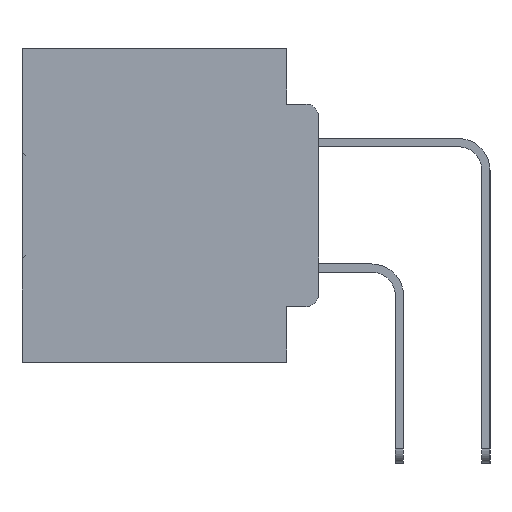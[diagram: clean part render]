
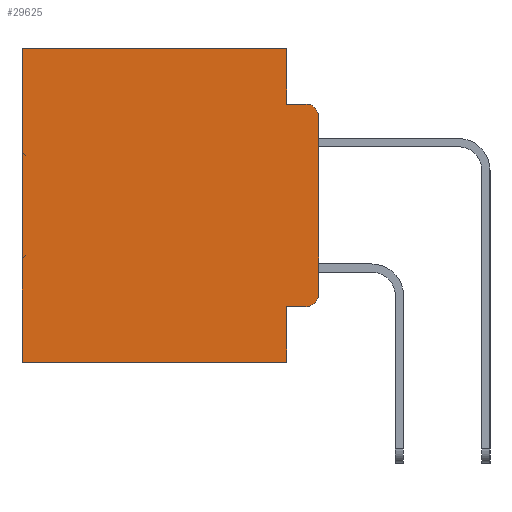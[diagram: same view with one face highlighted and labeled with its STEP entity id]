
A CAD part, left-side view. The second image highlights one B-rep face of the part: STEP entity #29625.
In plain terms, the highlighted planar face has unit normal (-1, 0, 0).
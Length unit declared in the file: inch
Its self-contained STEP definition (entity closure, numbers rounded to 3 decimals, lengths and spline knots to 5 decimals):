
#10 = VERTEX_POINT ( 'NONE', #34296 ) ;
#1571 = VERTEX_POINT ( 'NONE', #6527 ) ;
#1819 = ORIENTED_EDGE ( 'NONE', *, *, #31398, .T. ) ;
#2708 = CARTESIAN_POINT ( 'NONE',  ( 0.298, 0.051, -0.4115 ) ) ;
#2760 = AXIS2_PLACEMENT_3D ( 'NONE', #3162, #22191, #5889 ) ;
#3162 = CARTESIAN_POINT ( 'NONE',  ( 0.298, 0.02, -0.1085 ) ) ;
#3524 = EDGE_CURVE ( 'NONE', #22063, #10, #22314, .T. ) ;
#4839 = DIRECTION ( 'NONE',  ( 0., 1., 0. ) ) ;
#5704 = CARTESIAN_POINT ( 'NONE',  ( 0.298, 0.02, -0.4115 ) ) ;
#5735 = CIRCLE ( 'NONE', #10216, 0.02 ) ;
#5889 = DIRECTION ( 'NONE',  ( 0., 0., -1. ) ) ;
#6527 = CARTESIAN_POINT ( 'NONE',  ( 0.298, 0.02, -0.0885 ) ) ;
#6674 = VECTOR ( 'NONE', #9501, 39.37008 ) ;
#6792 = DIRECTION ( 'NONE',  ( 1., 0., 0. ) ) ;
#7105 = DIRECTION ( 'NONE',  ( 0., 0., -1. ) ) ;
#7784 = CARTESIAN_POINT ( 'NONE',  ( 0.298, 0.051, 0. ) ) ;
#7840 = VECTOR ( 'NONE', #7105, 39.37008 ) ;
#9158 = VERTEX_POINT ( 'NONE', #29205 ) ;
#9501 = DIRECTION ( 'NONE',  ( 0., -1., 0. ) ) ;
#9642 = EDGE_CURVE ( 'NONE', #30750, #10, #5735, .T. ) ;
#9805 = CARTESIAN_POINT ( 'NONE',  ( 0.298, 0., 0. ) ) ;
#10156 = DIRECTION ( 'NONE',  ( 0., 1., 0. ) ) ;
#10216 = AXIS2_PLACEMENT_3D ( 'NONE', #15103, #33906, #17836 ) ;
#10218 = LINE ( 'NONE', #31645, #23859 ) ;
#10916 = DIRECTION ( 'NONE',  ( 0., 0., -1. ) ) ;
#10966 = EDGE_CURVE ( 'NONE', #13737, #9158, #12790, .T. ) ;
#11360 = CARTESIAN_POINT ( 'NONE',  ( 0.298, 0.051, 0. ) ) ;
#11435 = EDGE_CURVE ( 'NONE', #30465, #30750, #10218, .T. ) ;
#12790 = LINE ( 'NONE', #23839, #21810 ) ;
#13656 = LINE ( 'NONE', #29021, #27261 ) ;
#13730 = CIRCLE ( 'NONE', #2760, 0.02 ) ;
#13737 = VERTEX_POINT ( 'NONE', #11360 ) ;
#13786 = VECTOR ( 'NONE', #10916, 39.37008 ) ;
#14057 = LINE ( 'NONE', #15373, #20494 ) ;
#15103 = CARTESIAN_POINT ( 'NONE',  ( 0.298, 0.02, -0.3915 ) ) ;
#15242 = ORIENTED_EDGE ( 'NONE', *, *, #20626, .T. ) ;
#15373 = CARTESIAN_POINT ( 'NONE',  ( 0.298, 0.051, 0. ) ) ;
#15538 = CARTESIAN_POINT ( 'NONE',  ( 0.298, 0.051, -0.5 ) ) ;
#16109 = VECTOR ( 'NONE', #18732, 39.37008 ) ;
#16293 = CARTESIAN_POINT ( 'NONE',  ( 0.298, 0.473, 0. ) ) ;
#16960 = LINE ( 'NONE', #7784, #16109 ) ;
#17060 = CARTESIAN_POINT ( 'NONE',  ( 0.298, 0., -0.1085 ) ) ;
#17243 = CARTESIAN_POINT ( 'NONE',  ( 0.298, 0.473, -0.5 ) ) ;
#17519 = ORIENTED_EDGE ( 'NONE', *, *, #18798, .F. ) ;
#17836 = DIRECTION ( 'NONE',  ( 0., 0., -1. ) ) ;
#18425 = ORIENTED_EDGE ( 'NONE', *, *, #9642, .T. ) ;
#18732 = DIRECTION ( 'NONE',  ( 0., 0., -1. ) ) ;
#18798 = EDGE_CURVE ( 'NONE', #30465, #28509, #14057, .T. ) ;
#18886 = ORIENTED_EDGE ( 'NONE', *, *, #29631, .F. ) ;
#19274 = EDGE_CURVE ( 'NONE', #28509, #25114, #13656, .T. ) ;
#20286 = FACE_OUTER_BOUND ( 'NONE', #31342, .T. ) ;
#20494 = VECTOR ( 'NONE', #31533, 39.37008 ) ;
#20626 = EDGE_CURVE ( 'NONE', #9158, #25114, #21933, .T. ) ;
#21810 = VECTOR ( 'NONE', #4839, 39.37008 ) ;
#21933 = LINE ( 'NONE', #16293, #13786 ) ;
#22063 = VERTEX_POINT ( 'NONE', #17060 ) ;
#22191 = DIRECTION ( 'NONE',  ( -1., 0., 0. ) ) ;
#22314 = LINE ( 'NONE', #9805, #7840 ) ;
#23075 = ORIENTED_EDGE ( 'NONE', *, *, #10966, .T. ) ;
#23086 = CARTESIAN_POINT ( 'NONE',  ( 0.298, 0., 0. ) ) ;
#23839 = CARTESIAN_POINT ( 'NONE',  ( 0.298, 0., 0. ) ) ;
#23859 = VECTOR ( 'NONE', #34275, 39.37008 ) ;
#24243 = EDGE_CURVE ( 'NONE', #13737, #29132, #16960, .T. ) ;
#24748 = ORIENTED_EDGE ( 'NONE', *, *, #24243, .F. ) ;
#25114 = VERTEX_POINT ( 'NONE', #17243 ) ;
#25772 = DIRECTION ( 'NONE',  ( 0., 0., -1. ) ) ;
#26161 = CARTESIAN_POINT ( 'NONE',  ( 0.298, 0.051, -0.0885 ) ) ;
#27261 = VECTOR ( 'NONE', #10156, 39.37008 ) ;
#27461 = LINE ( 'NONE', #28467, #6674 ) ;
#28467 = CARTESIAN_POINT ( 'NONE',  ( 0.298, 0.051, -0.0885 ) ) ;
#28509 = VERTEX_POINT ( 'NONE', #15538 ) ;
#28818 = ORIENTED_EDGE ( 'NONE', *, *, #19274, .F. ) ;
#29021 = CARTESIAN_POINT ( 'NONE',  ( 0.298, 0., -0.5 ) ) ;
#29132 = VERTEX_POINT ( 'NONE', #26161 ) ;
#29205 = CARTESIAN_POINT ( 'NONE',  ( 0.298, 0.473, 0. ) ) ;
#29625 = ADVANCED_FACE ( 'NONE', ( #20286 ), #33676, .F. ) ;
#29631 = EDGE_CURVE ( 'NONE', #29132, #1571, #27461, .T. ) ;
#30465 = VERTEX_POINT ( 'NONE', #2708 ) ;
#30750 = VERTEX_POINT ( 'NONE', #5704 ) ;
#31054 = ORIENTED_EDGE ( 'NONE', *, *, #3524, .F. ) ;
#31342 = EDGE_LOOP ( 'NONE', ( #31054, #1819, #18886, #24748, #23075, #15242, #28818, #17519, #31440, #18425 ) ) ;
#31398 = EDGE_CURVE ( 'NONE', #22063, #1571, #13730, .T. ) ;
#31440 = ORIENTED_EDGE ( 'NONE', *, *, #11435, .T. ) ;
#31533 = DIRECTION ( 'NONE',  ( 0., 0., -1. ) ) ;
#31645 = CARTESIAN_POINT ( 'NONE',  ( 0.298, 0.051, -0.4115 ) ) ;
#33676 = PLANE ( 'NONE',  #34578 ) ;
#33906 = DIRECTION ( 'NONE',  ( -1., 0., 0. ) ) ;
#34275 = DIRECTION ( 'NONE',  ( 0., -1., 0. ) ) ;
#34296 = CARTESIAN_POINT ( 'NONE',  ( 0.298, 0., -0.3915 ) ) ;
#34578 = AXIS2_PLACEMENT_3D ( 'NONE', #23086, #6792, #25772 ) ;
